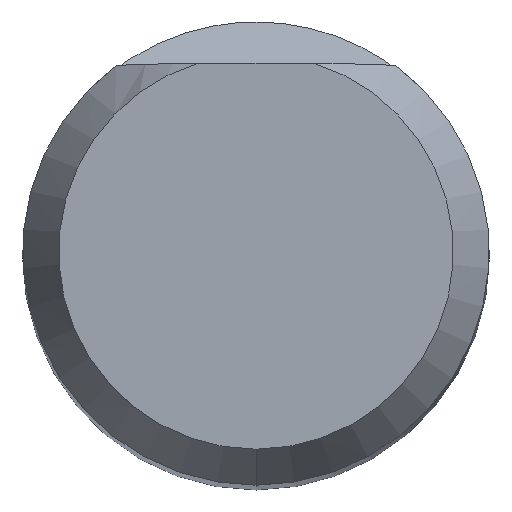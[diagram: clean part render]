
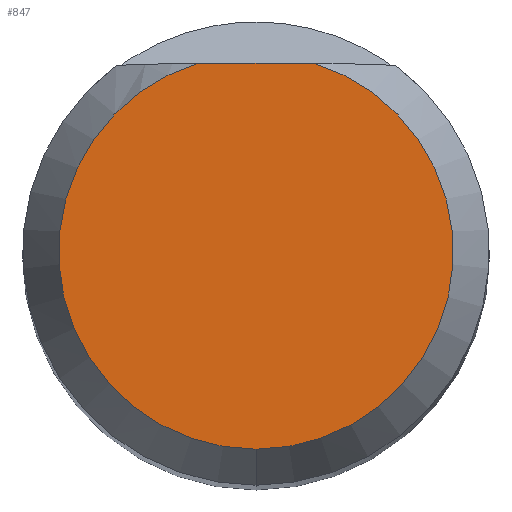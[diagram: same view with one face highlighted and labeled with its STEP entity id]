
A CAD part, top view. The second image highlights one B-rep face of the part: STEP entity #847.
In plain terms, the highlighted planar face has unit normal (0, 0, 1).
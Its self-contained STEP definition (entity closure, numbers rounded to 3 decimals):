
#365=EDGE_CURVE('',#491,#849,#941,.T.);
#491=VERTEX_POINT('',#1081);
#529=EDGE_CURVE('',#491,#819,#1124,.T.);
#819=VERTEX_POINT('',#1438);
#825=EDGE_CURVE('',#819,#849,#1445,.T.);
#847=ADVANCED_FACE('',(#1467),#1468,.T.);
#849=VERTEX_POINT('',#1470);
#941=LINE('',#1749,#1750);
#1081=CARTESIAN_POINT('',(0.738,2.429,0.0));
#1124=CIRCLE('',#4470,2.538);
#1438=CARTESIAN_POINT('',(0.,-2.538,0.0));
#1445=CIRCLE('',#8372,2.538);
#1467=FACE_OUTER_BOUND('',#8517,.T.);
#1468=PLANE('',#8518);
#1470=CARTESIAN_POINT('',(-0.738,2.429,0.0));
#1749=CARTESIAN_POINT('',(-1.5,2.429,0.0));
#1750=VECTOR('',#8815,1.0);
#4470=AXIS2_PLACEMENT_3D('',#9012,#9013,#9014);
#8372=AXIS2_PLACEMENT_3D('',#9327,#9328,#9329);
#8517=EDGE_LOOP('',(#9331,#9332,#9333));
#8518=AXIS2_PLACEMENT_3D('',#9334,#9335,#9336);
#8815=DIRECTION('',(-1.0,0.0,0.0));
#9012=CARTESIAN_POINT('',(0.0,0.0,0.0));
#9013=DIRECTION('',(0.0,0.0,-1.0));
#9014=DIRECTION('',(0.0,1.0,0.0));
#9327=CARTESIAN_POINT('',(0.0,0.0,0.0));
#9328=DIRECTION('',(0.0,0.0,-1.0));
#9329=DIRECTION('',(0.0,1.0,0.0));
#9331=ORIENTED_EDGE('',*,*,#365,.T.);
#9332=ORIENTED_EDGE('',*,*,#825,.F.);
#9333=ORIENTED_EDGE('',*,*,#529,.F.);
#9334=CARTESIAN_POINT('',(0.0,1.269,0.0));
#9335=DIRECTION('',(-0.0,0.0,1.0));
#9336=DIRECTION('',(0.0,-1.0,0.0));
